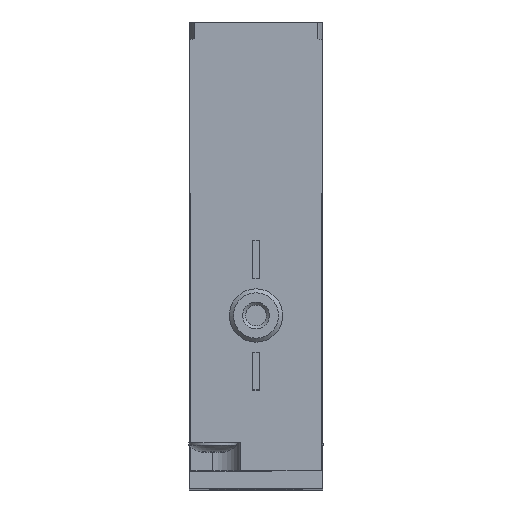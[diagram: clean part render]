
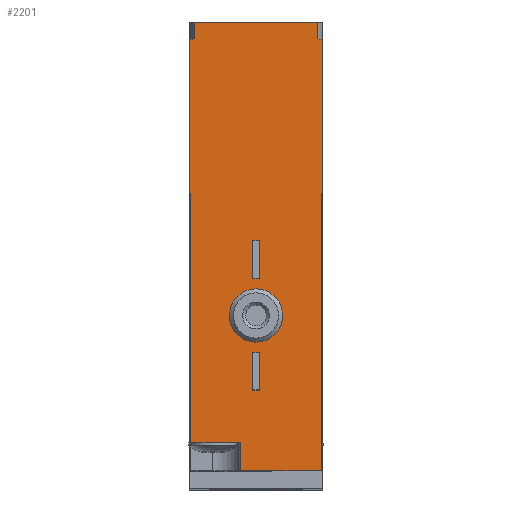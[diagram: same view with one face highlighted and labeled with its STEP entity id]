
A CAD part, top view. The second image highlights one B-rep face of the part: STEP entity #2201.
In plain terms, the highlighted face is planar.
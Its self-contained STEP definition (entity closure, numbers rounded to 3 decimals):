
#83=PLANE('',#2433);
#217=CIRCLE('',#2434,15.);
#218=CIRCLE('',#2435,15.);
#219=CIRCLE('',#2436,2.);
#500=ORIENTED_EDGE('',*,*,#1028,.F.);
#501=ORIENTED_EDGE('',*,*,#1029,.F.);
#502=ORIENTED_EDGE('',*,*,#993,.F.);
#503=ORIENTED_EDGE('',*,*,#999,.F.);
#504=ORIENTED_EDGE('',*,*,#1030,.F.);
#505=ORIENTED_EDGE('',*,*,#1031,.T.);
#506=ORIENTED_EDGE('',*,*,#1032,.T.);
#507=ORIENTED_EDGE('',*,*,#1033,.T.);
#508=ORIENTED_EDGE('',*,*,#1020,.F.);
#509=ORIENTED_EDGE('',*,*,#1034,.F.);
#510=ORIENTED_EDGE('',*,*,#1035,.T.);
#511=ORIENTED_EDGE('',*,*,#1036,.T.);
#512=ORIENTED_EDGE('',*,*,#1037,.F.);
#513=ORIENTED_EDGE('',*,*,#1012,.F.);
#514=ORIENTED_EDGE('',*,*,#1038,.T.);
#515=ORIENTED_EDGE('',*,*,#1039,.F.);
#516=ORIENTED_EDGE('',*,*,#1040,.F.);
#517=ORIENTED_EDGE('',*,*,#1041,.F.);
#518=ORIENTED_EDGE('',*,*,#1042,.F.);
#519=ORIENTED_EDGE('',*,*,#1043,.F.);
#520=ORIENTED_EDGE('',*,*,#1044,.F.);
#521=ORIENTED_EDGE('',*,*,#1045,.F.);
#522=ORIENTED_EDGE('',*,*,#1046,.F.);
#993=EDGE_CURVE('',#1272,#1273,#1425,.T.);
#999=EDGE_CURVE('',#1278,#1272,#1430,.T.);
#1012=EDGE_CURVE('',#1289,#1285,#1443,.T.);
#1020=EDGE_CURVE('',#1297,#1294,#1450,.T.);
#1028=EDGE_CURVE('',#1304,#1289,#1454,.T.);
#1029=EDGE_CURVE('',#1273,#1304,#1455,.T.);
#1030=EDGE_CURVE('',#1305,#1278,#1456,.T.);
#1031=EDGE_CURVE('',#1305,#1306,#1457,.T.);
#1032=EDGE_CURVE('',#1306,#1307,#217,.T.);
#1033=EDGE_CURVE('',#1307,#1294,#1458,.T.);
#1034=EDGE_CURVE('',#1308,#1297,#1459,.T.);
#1035=EDGE_CURVE('',#1308,#1309,#218,.T.);
#1036=EDGE_CURVE('',#1309,#1310,#1460,.T.);
#1037=EDGE_CURVE('',#1285,#1310,#1461,.T.);
#1038=EDGE_CURVE('',#1311,#1311,#219,.F.);
#1039=EDGE_CURVE('',#1312,#1313,#1462,.T.);
#1040=EDGE_CURVE('',#1314,#1312,#1463,.T.);
#1041=EDGE_CURVE('',#1315,#1314,#1464,.T.);
#1042=EDGE_CURVE('',#1313,#1315,#1465,.T.);
#1043=EDGE_CURVE('',#1316,#1317,#1466,.T.);
#1044=EDGE_CURVE('',#1318,#1316,#1467,.T.);
#1045=EDGE_CURVE('',#1319,#1318,#1468,.T.);
#1046=EDGE_CURVE('',#1317,#1319,#1469,.T.);
#1272=VERTEX_POINT('',#3635);
#1273=VERTEX_POINT('',#3637);
#1278=VERTEX_POINT('',#3649);
#1285=VERTEX_POINT('',#3664);
#1289=VERTEX_POINT('',#3673);
#1294=VERTEX_POINT('',#3686);
#1297=VERTEX_POINT('',#3691);
#1304=VERTEX_POINT('',#3720);
#1305=VERTEX_POINT('',#3723);
#1306=VERTEX_POINT('',#3725);
#1307=VERTEX_POINT('',#3727);
#1308=VERTEX_POINT('',#3730);
#1309=VERTEX_POINT('',#3732);
#1310=VERTEX_POINT('',#3734);
#1311=VERTEX_POINT('',#3737);
#1312=VERTEX_POINT('',#3739);
#1313=VERTEX_POINT('',#3740);
#1314=VERTEX_POINT('',#3742);
#1315=VERTEX_POINT('',#3744);
#1316=VERTEX_POINT('',#3747);
#1317=VERTEX_POINT('',#3748);
#1318=VERTEX_POINT('',#3750);
#1319=VERTEX_POINT('',#3752);
#1425=LINE('',#3636,#1582);
#1430=LINE('',#3648,#1587);
#1443=LINE('',#3674,#1600);
#1450=LINE('',#3692,#1607);
#1454=LINE('',#3719,#1611);
#1455=LINE('',#3721,#1612);
#1456=LINE('',#3722,#1613);
#1457=LINE('',#3724,#1614);
#1458=LINE('',#3728,#1615);
#1459=LINE('',#3729,#1616);
#1460=LINE('',#3733,#1617);
#1461=LINE('',#3735,#1618);
#1462=LINE('',#3738,#1619);
#1463=LINE('',#3741,#1620);
#1464=LINE('',#3743,#1621);
#1465=LINE('',#3745,#1622);
#1466=LINE('',#3746,#1623);
#1467=LINE('',#3749,#1624);
#1468=LINE('',#3751,#1625);
#1469=LINE('',#3753,#1626);
#1582=VECTOR('',#2808,1000.);
#1587=VECTOR('',#2817,1000.);
#1600=VECTOR('',#2832,1000.);
#1607=VECTOR('',#2845,1000.);
#1611=VECTOR('',#2861,1000.);
#1612=VECTOR('',#2862,1000.);
#1613=VECTOR('',#2863,1000.);
#1614=VECTOR('',#2864,1000.);
#1615=VECTOR('',#2867,1000.);
#1616=VECTOR('',#2868,1000.);
#1617=VECTOR('',#2871,1000.);
#1618=VECTOR('',#2872,1000.);
#1619=VECTOR('',#2875,1000.);
#1620=VECTOR('',#2876,1000.);
#1621=VECTOR('',#2877,1000.);
#1622=VECTOR('',#2878,1000.);
#1623=VECTOR('',#2879,1000.);
#1624=VECTOR('',#2880,1000.);
#1625=VECTOR('',#2881,1000.);
#1626=VECTOR('',#2882,1000.);
#1793=EDGE_LOOP('',(#500,#501,#502,#503,#504,#505,#506,#507,#508,#509,#510,
#511,#512,#513));
#1794=EDGE_LOOP('',(#514));
#1795=EDGE_LOOP('',(#515,#516,#517,#518));
#1796=EDGE_LOOP('',(#519,#520,#521,#522));
#1985=FACE_BOUND('',#1793,.T.);
#1986=FACE_BOUND('',#1794,.T.);
#1987=FACE_BOUND('',#1795,.T.);
#1988=FACE_BOUND('',#1796,.T.);
#2201=ADVANCED_FACE('',(#1985,#1986,#1987,#1988),#83,.T.);
#2433=AXIS2_PLACEMENT_3D('',#3718,#2859,#2860);
#2434=AXIS2_PLACEMENT_3D('',#3726,#2865,#2866);
#2435=AXIS2_PLACEMENT_3D('',#3731,#2869,#2870);
#2436=AXIS2_PLACEMENT_3D('',#3736,#2873,#2874);
#2808=DIRECTION('',(0.,0.,1.));
#2817=DIRECTION('',(0.,-1.,0.));
#2832=DIRECTION('',(0.,1.,0.));
#2845=DIRECTION('',(0.,0.,-1.));
#2859=DIRECTION('',(1.,0.,0.));
#2860=DIRECTION('',(0.,0.,-1.));
#2861=DIRECTION('',(0.,0.,1.));
#2862=DIRECTION('',(0.,1.,0.));
#2863=DIRECTION('',(0.,0.,1.));
#2864=DIRECTION('',(0.,1.,0.));
#2865=DIRECTION('',(1.,0.,0.));
#2866=DIRECTION('',(0.,0.,-1.));
#2867=DIRECTION('',(0.,1.,0.));
#2868=DIRECTION('',(0.,1.,0.));
#2869=DIRECTION('',(1.,0.,0.));
#2870=DIRECTION('',(0.,0.,-1.));
#2871=DIRECTION('',(0.,-1.,0.));
#2872=DIRECTION('',(0.,0.,1.));
#2873=DIRECTION('',(1.,0.,0.));
#2874=DIRECTION('',(0.,0.,-1.));
#2875=DIRECTION('',(0.,-1.,0.));
#2876=DIRECTION('',(0.,0.,1.));
#2877=DIRECTION('',(0.,1.,0.));
#2878=DIRECTION('',(0.,0.,-1.));
#2879=DIRECTION('',(0.,-1.,0.));
#2880=DIRECTION('',(0.,0.,1.));
#2881=DIRECTION('',(0.,1.,0.));
#2882=DIRECTION('',(0.,0.,-1.));
#3635=CARTESIAN_POINT('',(28.5,1.3,-4.9));
#3636=CARTESIAN_POINT('',(28.5,1.3,-4.9));
#3637=CARTESIAN_POINT('',(28.5,1.3,1.15));
#3648=CARTESIAN_POINT('',(28.5,22.1,-4.9));
#3649=CARTESIAN_POINT('',(28.5,22.1,-4.9));
#3664=CARTESIAN_POINT('',(28.5,22.1,4.9));
#3673=CARTESIAN_POINT('',(28.5,3.4,4.9));
#3674=CARTESIAN_POINT('',(28.5,1.3,4.9));
#3686=CARTESIAN_POINT('',(28.5,35.,-4.65));
#3691=CARTESIAN_POINT('',(28.5,35.,4.65));
#3692=CARTESIAN_POINT('',(28.5,35.,4.65));
#3718=CARTESIAN_POINT('',(28.5,19.5,0.));
#3719=CARTESIAN_POINT('',(28.5,3.4,0.));
#3720=CARTESIAN_POINT('',(28.5,3.4,1.15));
#3721=CARTESIAN_POINT('',(28.5,1.3,1.15));
#3722=CARTESIAN_POINT('',(28.5,22.1,-7.));
#3723=CARTESIAN_POINT('',(28.5,22.1,-5.));
#3724=CARTESIAN_POINT('',(28.5,0.,-5.));
#3725=CARTESIAN_POINT('',(28.5,33.642,-5.));
#3726=CARTESIAN_POINT('',(28.5,19.5,0.));
#3727=CARTESIAN_POINT('',(28.5,33.761,-4.65));
#3728=CARTESIAN_POINT('',(28.5,30.,-4.65));
#3729=CARTESIAN_POINT('',(28.5,30.,4.65));
#3730=CARTESIAN_POINT('',(28.5,33.761,4.65));
#3731=CARTESIAN_POINT('',(28.5,19.5,0.));
#3732=CARTESIAN_POINT('',(28.5,33.642,5.));
#3733=CARTESIAN_POINT('',(28.5,33.642,5.));
#3734=CARTESIAN_POINT('',(28.5,22.1,5.));
#3735=CARTESIAN_POINT('',(28.5,22.1,4.9));
#3736=CARTESIAN_POINT('',(28.5,12.95,0.));
#3737=CARTESIAN_POINT('',(28.5,12.95,-2.));
#3738=CARTESIAN_POINT('',(28.5,10.15,0.25));
#3739=CARTESIAN_POINT('',(28.5,10.15,0.25));
#3740=CARTESIAN_POINT('',(28.5,7.35,0.25));
#3741=CARTESIAN_POINT('',(28.5,10.15,-0.25));
#3742=CARTESIAN_POINT('',(28.5,10.15,-0.25));
#3743=CARTESIAN_POINT('',(28.5,7.35,-0.25));
#3744=CARTESIAN_POINT('',(28.5,7.35,-0.25));
#3745=CARTESIAN_POINT('',(28.5,7.35,0.25));
#3746=CARTESIAN_POINT('',(28.5,18.55,0.25));
#3747=CARTESIAN_POINT('',(28.5,18.55,0.25));
#3748=CARTESIAN_POINT('',(28.5,15.75,0.25));
#3749=CARTESIAN_POINT('',(28.5,18.55,-0.25));
#3750=CARTESIAN_POINT('',(28.5,18.55,-0.25));
#3751=CARTESIAN_POINT('',(28.5,15.75,-0.25));
#3752=CARTESIAN_POINT('',(28.5,15.75,-0.25));
#3753=CARTESIAN_POINT('',(28.5,15.75,0.25));
